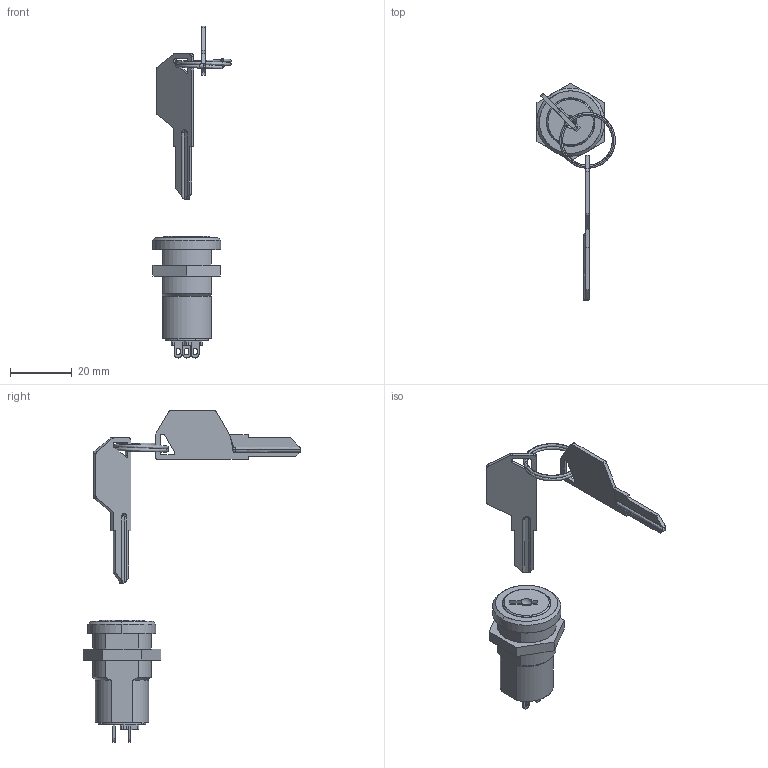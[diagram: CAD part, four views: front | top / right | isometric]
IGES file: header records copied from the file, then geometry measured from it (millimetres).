
Start section: SolidWorks IGES file using analytic representation for surfaces
Global section: file name: S-42-90-E-1.IGS,15; native system: HSolidWorks 2011; preprocessor: SolidWorks 2011; author: yokaya; date: 110622.155042; units: millimetre
Bounding box: 25.44 x 70.48 x 107.4 mm (x, y, z)
Surface area: 7472.7 mm2 (no closed solid volume)
Topology: 0 solids, 0 shells, 198 faces, 2047 edges, 2047 vertices
Faces by surface type: bspline 119, revolution 79
